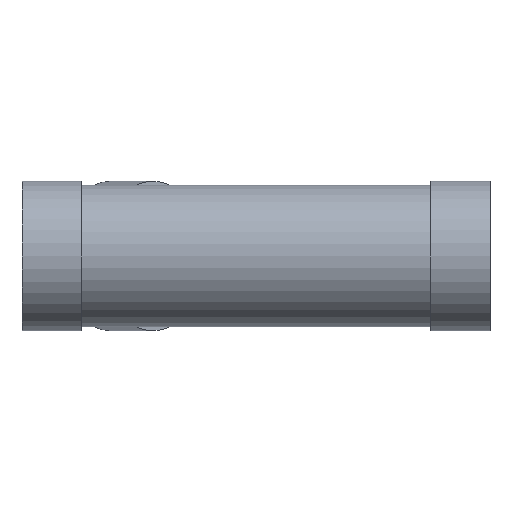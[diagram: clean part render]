
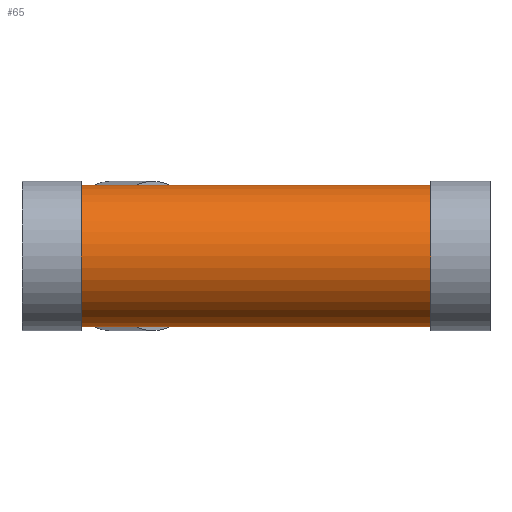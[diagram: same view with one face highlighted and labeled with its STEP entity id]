
A CAD part, front view. The second image highlights one B-rep face of the part: STEP entity #65.
In plain terms, the highlighted cylindrical face has radius 45 mm (diameter 90 mm), a full revolution.
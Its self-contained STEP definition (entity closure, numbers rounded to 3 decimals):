
#65 = ADVANCED_FACE( '', ( #143, #144, #145 ), #146, .T. );
#143 = FACE_OUTER_BOUND( '', #228, .T. );
#144 = FACE_BOUND( '', #229, .T. );
#145 = FACE_OUTER_BOUND( '', #230, .T. );
#146 = CYLINDRICAL_SURFACE( '', #231, 45. );
#228 = EDGE_LOOP( '', ( #332 ) );
#229 = EDGE_LOOP( '', ( #333, #334 ) );
#230 = EDGE_LOOP( '', ( #335 ) );
#231 = AXIS2_PLACEMENT_3D( '', #336, #337, #338 );
#332 = ORIENTED_EDGE( '', *, *, #413, .T. );
#333 = ORIENTED_EDGE( '', *, *, #410, .F. );
#334 = ORIENTED_EDGE( '', *, *, #411, .F. );
#335 = ORIENTED_EDGE( '', *, *, #385, .F. );
#336 = CARTESIAN_POINT( '', ( 148.5, 0., 0. ) );
#337 = DIRECTION( '', ( -1., 0., 0. ) );
#338 = DIRECTION( '', ( 0., 0., -1. ) );
#385 = EDGE_CURVE( '', #428, #428, #429, .T. );
#410 = EDGE_CURVE( '', #469, #470, #471, .F. );
#411 = EDGE_CURVE( '', #470, #469, #472, .F. );
#413 = EDGE_CURVE( '', #474, #474, #475, .T. );
#428 = VERTEX_POINT( '', #491 );
#429 = CIRCLE( '', #492, 45. );
#469 = VERTEX_POINT( '', #532 );
#470 = VERTEX_POINT( '', #533 );
#471 = ELLIPSE( '', #534, 117.591, 45. );
#472 = ELLIPSE( '', #535, 48.708, 45. );
#474 = VERTEX_POINT( '', #537 );
#475 = CIRCLE( '', #538, 45. );
#491 = CARTESIAN_POINT( '', ( 111., 0., -45. ) );
#492 = AXIS2_PLACEMENT_3D( '', #554, #555, #556 );
#532 = CARTESIAN_POINT( '', ( 45., 0., -45. ) );
#533 = CARTESIAN_POINT( '', ( 45., 0., 45. ) );
#534 = AXIS2_PLACEMENT_3D( '', #602, #603, #604 );
#535 = AXIS2_PLACEMENT_3D( '', #605, #606, #607 );
#537 = CARTESIAN_POINT( '', ( -111., 0., -45. ) );
#538 = AXIS2_PLACEMENT_3D( '', #608, #609, #610 );
#554 = CARTESIAN_POINT( '', ( 111., 0., 0. ) );
#555 = DIRECTION( '', ( 1., 0., 0. ) );
#556 = DIRECTION( '', ( 0., 0., -1. ) );
#602 = CARTESIAN_POINT( '', ( 45., 0., 0. ) );
#603 = DIRECTION( '', ( -0.383, -0.924, 0. ) );
#604 = DIRECTION( '', ( 0.924, -0.383, 0. ) );
#605 = CARTESIAN_POINT( '', ( 45., 0., 0. ) );
#606 = DIRECTION( '', ( 0.924, -0.383, 0. ) );
#607 = DIRECTION( '', ( -0.383, -0.924, 0. ) );
#608 = CARTESIAN_POINT( '', ( -111., 0., 0. ) );
#609 = DIRECTION( '', ( 1., 0., 0. ) );
#610 = DIRECTION( '', ( 0., 0., -1. ) );
